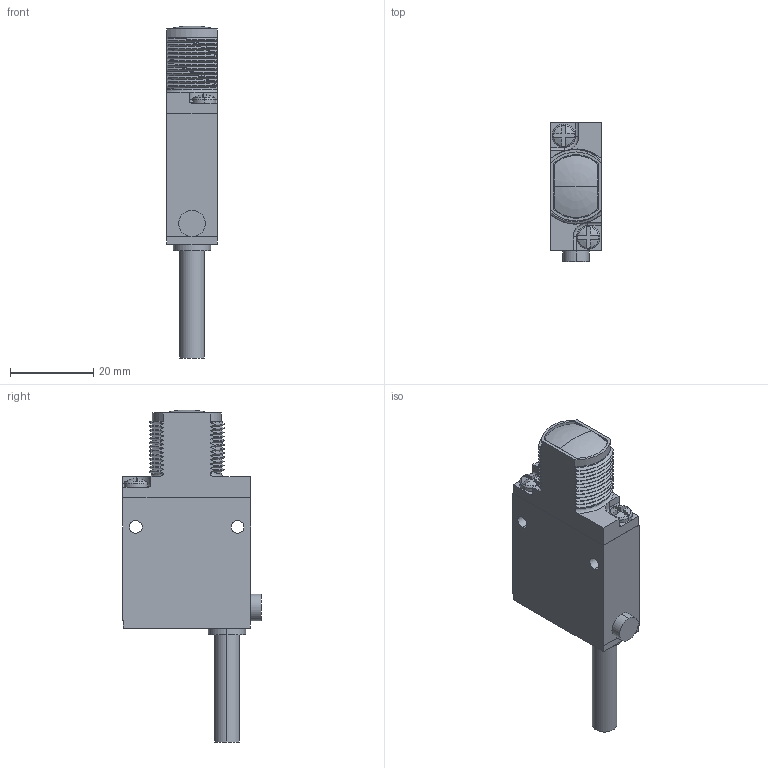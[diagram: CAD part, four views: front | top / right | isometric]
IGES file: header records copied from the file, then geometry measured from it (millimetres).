
Start section:  PTC IGES file: 154457.igs
Global section: file name: 154457.igs; native system: Pro/ENGINEER by Parametric Technology Corporation; preprocessor: 2009141; author: banengservice; organization: Unknown; date: 20110110.132338; units: inch
Bounding box: 12.09 x 33.27 x 79.55 mm (x, y, z)
Volume: 7281.6 mm3; surface area: 11601.1 mm2
Topology: 1 solids, 3 shells, 484 faces, 1338 edges, 873 vertices
Faces by surface type: bspline 311, revolution 173
